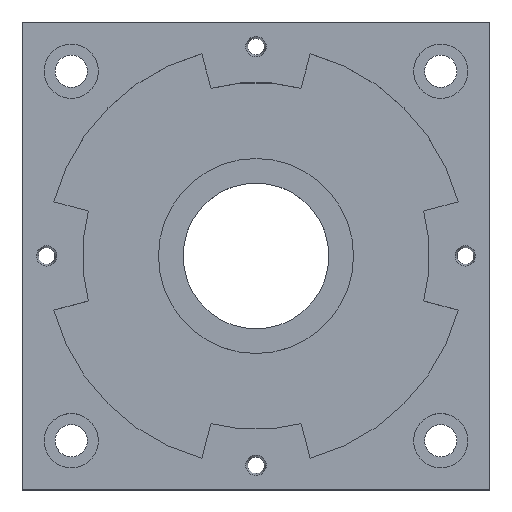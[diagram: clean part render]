
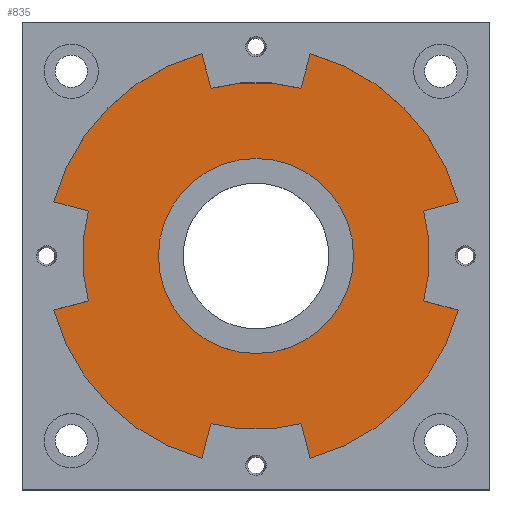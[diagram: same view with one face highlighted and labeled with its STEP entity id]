
A CAD part, top view. The second image highlights one B-rep face of the part: STEP entity #835.
In plain terms, the highlighted planar face has unit normal (0, 0, 1).
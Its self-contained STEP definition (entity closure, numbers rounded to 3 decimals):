
#51=FACE_BOUND('',#182,.T.);
#75=PLANE('',#947);
#121=FACE_OUTER_BOUND('',#181,.T.);
#181=EDGE_LOOP('',(#745,#746,#747,#748,#749,#750,#751,#752,#753,#754,#755,
#756,#757,#758,#759,#760));
#182=EDGE_LOOP('',(#761));
#228=LINE('',#1372,#290);
#232=LINE('',#1381,#294);
#235=LINE('',#1389,#297);
#238=LINE('',#1397,#300);
#241=LINE('',#1405,#303);
#244=LINE('',#1413,#306);
#247=LINE('',#1421,#309);
#250=LINE('',#1429,#312);
#290=VECTOR('',#1124,10.);
#294=VECTOR('',#1134,10.);
#297=VECTOR('',#1143,10.);
#300=VECTOR('',#1152,10.);
#303=VECTOR('',#1161,10.);
#306=VECTOR('',#1170,10.);
#309=VECTOR('',#1179,10.);
#312=VECTOR('',#1188,10.);
#364=CIRCLE('',#922,19.8);
#365=CIRCLE('',#925,35.25);
#366=CIRCLE('',#928,42.5);
#367=CIRCLE('',#931,35.25);
#368=CIRCLE('',#934,42.5);
#369=CIRCLE('',#937,35.25);
#370=CIRCLE('',#940,42.5);
#371=CIRCLE('',#943,35.25);
#372=CIRCLE('',#946,42.5);
#428=VERTEX_POINT('',#1365);
#429=VERTEX_POINT('',#1369);
#430=VERTEX_POINT('',#1371);
#431=VERTEX_POINT('',#1375);
#432=VERTEX_POINT('',#1379);
#433=VERTEX_POINT('',#1383);
#434=VERTEX_POINT('',#1387);
#435=VERTEX_POINT('',#1391);
#436=VERTEX_POINT('',#1395);
#437=VERTEX_POINT('',#1399);
#438=VERTEX_POINT('',#1403);
#439=VERTEX_POINT('',#1407);
#440=VERTEX_POINT('',#1411);
#441=VERTEX_POINT('',#1415);
#442=VERTEX_POINT('',#1419);
#443=VERTEX_POINT('',#1423);
#444=VERTEX_POINT('',#1427);
#522=EDGE_CURVE('',#428,#428,#364,.T.);
#524=EDGE_CURVE('',#429,#430,#228,.T.);
#527=EDGE_CURVE('',#431,#429,#365,.T.);
#529=EDGE_CURVE('',#432,#431,#232,.T.);
#531=EDGE_CURVE('',#433,#432,#366,.T.);
#533=EDGE_CURVE('',#434,#433,#235,.T.);
#535=EDGE_CURVE('',#435,#434,#367,.T.);
#537=EDGE_CURVE('',#436,#435,#238,.T.);
#539=EDGE_CURVE('',#437,#436,#368,.T.);
#541=EDGE_CURVE('',#438,#437,#241,.T.);
#543=EDGE_CURVE('',#439,#438,#369,.T.);
#545=EDGE_CURVE('',#440,#439,#244,.T.);
#547=EDGE_CURVE('',#441,#440,#370,.T.);
#549=EDGE_CURVE('',#442,#441,#247,.T.);
#551=EDGE_CURVE('',#443,#442,#371,.T.);
#553=EDGE_CURVE('',#444,#443,#250,.T.);
#554=EDGE_CURVE('',#430,#444,#372,.T.);
#745=ORIENTED_EDGE('',*,*,#554,.F.);
#746=ORIENTED_EDGE('',*,*,#524,.F.);
#747=ORIENTED_EDGE('',*,*,#527,.F.);
#748=ORIENTED_EDGE('',*,*,#529,.F.);
#749=ORIENTED_EDGE('',*,*,#531,.F.);
#750=ORIENTED_EDGE('',*,*,#533,.F.);
#751=ORIENTED_EDGE('',*,*,#535,.F.);
#752=ORIENTED_EDGE('',*,*,#537,.F.);
#753=ORIENTED_EDGE('',*,*,#539,.F.);
#754=ORIENTED_EDGE('',*,*,#541,.F.);
#755=ORIENTED_EDGE('',*,*,#543,.F.);
#756=ORIENTED_EDGE('',*,*,#545,.F.);
#757=ORIENTED_EDGE('',*,*,#547,.F.);
#758=ORIENTED_EDGE('',*,*,#549,.F.);
#759=ORIENTED_EDGE('',*,*,#551,.F.);
#760=ORIENTED_EDGE('',*,*,#553,.F.);
#761=ORIENTED_EDGE('',*,*,#522,.F.);
#835=ADVANCED_FACE('',(#121,#51),#75,.T.);
#922=AXIS2_PLACEMENT_3D('',#1367,#1119,#1120);
#925=AXIS2_PLACEMENT_3D('',#1377,#1129,#1130);
#928=AXIS2_PLACEMENT_3D('',#1385,#1138,#1139);
#931=AXIS2_PLACEMENT_3D('',#1393,#1147,#1148);
#934=AXIS2_PLACEMENT_3D('',#1401,#1156,#1157);
#937=AXIS2_PLACEMENT_3D('',#1409,#1165,#1166);
#940=AXIS2_PLACEMENT_3D('',#1417,#1174,#1175);
#943=AXIS2_PLACEMENT_3D('',#1425,#1183,#1184);
#946=AXIS2_PLACEMENT_3D('',#1431,#1191,#1192);
#947=AXIS2_PLACEMENT_3D('',#1432,#1193,#1194);
#1119=DIRECTION('center_axis',(0.,0.,1.));
#1120=DIRECTION('ref_axis',(-1.,0.,0.));
#1124=DIRECTION('',(0.259,0.966,0.));
#1129=DIRECTION('center_axis',(0.,0.,-1.));
#1130=DIRECTION('ref_axis',(0.259,0.966,0.));
#1134=DIRECTION('',(0.259,-0.966,0.));
#1138=DIRECTION('center_axis',(0.,0.,-1.));
#1139=DIRECTION('ref_axis',(-1.,0.,0.));
#1143=DIRECTION('',(-0.966,0.259,0.));
#1147=DIRECTION('center_axis',(0.,0.,-1.));
#1148=DIRECTION('ref_axis',(-0.966,0.259,0.));
#1152=DIRECTION('',(0.966,0.259,0.));
#1156=DIRECTION('center_axis',(0.,0.,-1.));
#1157=DIRECTION('ref_axis',(-1.,0.,0.));
#1161=DIRECTION('',(-0.259,-0.966,0.));
#1165=DIRECTION('center_axis',(0.,0.,-1.));
#1166=DIRECTION('ref_axis',(-0.259,-0.966,0.));
#1170=DIRECTION('',(-0.259,0.966,0.));
#1174=DIRECTION('center_axis',(0.,0.,-1.));
#1175=DIRECTION('ref_axis',(-1.,0.,0.));
#1179=DIRECTION('',(0.966,-0.259,0.));
#1183=DIRECTION('center_axis',(0.,0.,-1.));
#1184=DIRECTION('ref_axis',(0.966,-0.259,0.));
#1188=DIRECTION('',(-0.966,-0.259,0.));
#1191=DIRECTION('center_axis',(0.,0.,-1.));
#1192=DIRECTION('ref_axis',(-1.,0.,0.));
#1193=DIRECTION('center_axis',(0.,0.,1.));
#1194=DIRECTION('ref_axis',(-1.,0.,0.));
#1365=CARTESIAN_POINT('',(19.8,0.,3.));
#1367=CARTESIAN_POINT('Origin',(0.,0.,3.));
#1369=CARTESIAN_POINT('',(9.123,34.049,3.));
#1371=CARTESIAN_POINT('',(11.,41.052,3.));
#1372=CARTESIAN_POINT('',(9.123,34.049,3.));
#1375=CARTESIAN_POINT('',(-9.123,34.049,3.));
#1377=CARTESIAN_POINT('Origin',(0.,0.,3.));
#1379=CARTESIAN_POINT('',(-11.,41.052,3.));
#1381=CARTESIAN_POINT('',(-11.,41.052,3.));
#1383=CARTESIAN_POINT('',(-41.052,11.,3.));
#1385=CARTESIAN_POINT('Origin',(0.,0.,3.));
#1387=CARTESIAN_POINT('',(-34.049,9.123,3.));
#1389=CARTESIAN_POINT('',(-34.049,9.123,3.));
#1391=CARTESIAN_POINT('',(-34.049,-9.123,3.));
#1393=CARTESIAN_POINT('Origin',(0.,0.,3.));
#1395=CARTESIAN_POINT('',(-41.052,-11.,3.));
#1397=CARTESIAN_POINT('',(-41.052,-11.,3.));
#1399=CARTESIAN_POINT('',(-11.,-41.052,3.));
#1401=CARTESIAN_POINT('Origin',(0.,0.,3.));
#1403=CARTESIAN_POINT('',(-9.123,-34.049,3.));
#1405=CARTESIAN_POINT('',(-9.123,-34.049,3.));
#1407=CARTESIAN_POINT('',(9.123,-34.049,3.));
#1409=CARTESIAN_POINT('Origin',(0.,0.,3.));
#1411=CARTESIAN_POINT('',(11.,-41.052,3.));
#1413=CARTESIAN_POINT('',(11.,-41.052,3.));
#1415=CARTESIAN_POINT('',(41.052,-11.,3.));
#1417=CARTESIAN_POINT('Origin',(0.,0.,3.));
#1419=CARTESIAN_POINT('',(34.049,-9.123,3.));
#1421=CARTESIAN_POINT('',(34.049,-9.123,3.));
#1423=CARTESIAN_POINT('',(34.049,9.123,3.));
#1425=CARTESIAN_POINT('Origin',(0.,0.,3.));
#1427=CARTESIAN_POINT('',(41.052,11.,3.));
#1429=CARTESIAN_POINT('',(41.052,11.,3.));
#1431=CARTESIAN_POINT('Origin',(0.,0.,3.));
#1432=CARTESIAN_POINT('Origin',(0.,0.,
3.));
